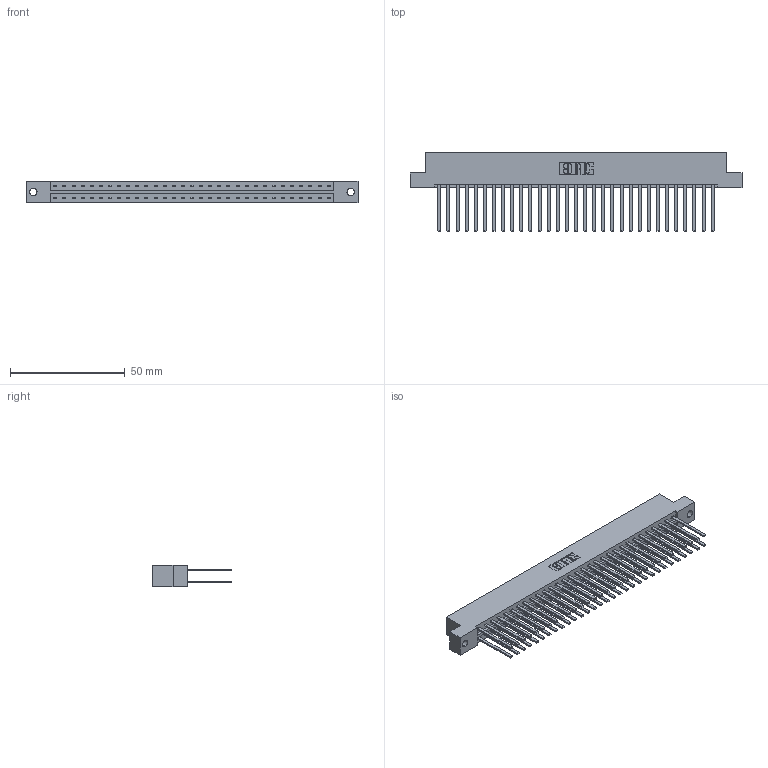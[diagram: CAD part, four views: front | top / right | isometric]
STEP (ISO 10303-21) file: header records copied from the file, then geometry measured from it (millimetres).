
FILE_DESCRIPTION (( 'STEP AP203' ), '1' );
FILE_NAME ('333-062-544-202.STEP', '2018-08-04T08:44:41', ( '' ), ( '' ), 'SwSTEP 2.0', 'SolidWorks 2016', '' );
FILE_SCHEMA (( 'CONFIG_CONTROL_DESIGN' ));
Length unit declared in the file: inch
Products named in the file (3): 345-292-001_345-293-144; 333-062-544-202; 333 Part_Flush - .128 Dia
Assembly tree (63 placements, depth 2):
  333-062-544-202
    333 Part_Flush - .128 Dia
    345-292-001_345-293-144  x62
Bounding box: 144.37 x 34.3 x 9.4 mm (x, y, z)
Volume: 15469.3 mm3; surface area: 20695.4 mm2
Topology: 63 solids, 63 shells, 2966 faces, 8805 edges, 5786 vertices
Faces by surface type: plane 2054, cylinder 912
Entity records: 21185 total; most frequent: CARTESIAN_POINT 3522, ORIENTED_EDGE 3458, DIRECTION 3025, EDGE_CURVE 1729, VECTOR 1605, LINE 1605, VERTEX_POINT 1150, AXIS2_PLACEMENT_3D 710
